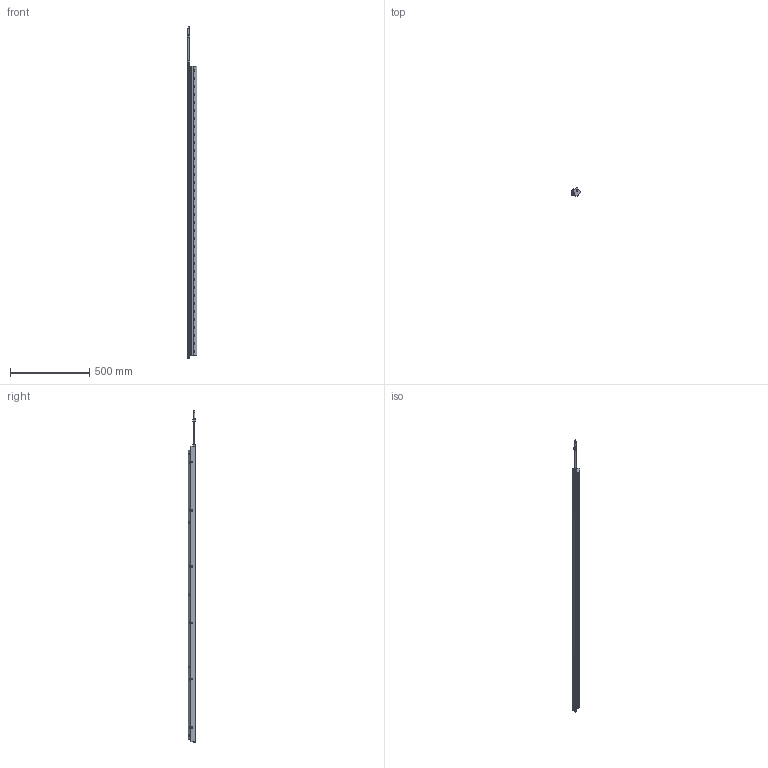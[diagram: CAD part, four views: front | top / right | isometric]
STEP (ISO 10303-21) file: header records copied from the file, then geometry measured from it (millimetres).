
FILE_DESCRIPTION(/* description */ (''),/* implementation_level */ '2;1');
FILE_NAME(/* name */ '112072-DIM.stp',/* time_stamp */ '2022-11-30T08:49:49-05:00',/* author */ ('Nathan Yorke'),/* organization */ (''),/* preprocessor_version */ 'ST-DEVELOPER v19',/* originating_system */ 'Autodesk Inventor 2023',/* authorisation */ '');
FILE_SCHEMA (('AUTOMOTIVE_DESIGN { 1 0 10303 214 3 1 1 }'));
Length unit declared in the file: inch
Products named in the file (1): 112072-DIM
Bounding box: 60.92 x 49.76 x 2098.13 mm (x, y, z)
Volume: 2863874.2 mm3; surface area: 532819.5 mm2
Topology: 2 solids, 2 shells, 1199 faces, 2717 edges, 1793 vertices
Faces by surface type: plane 677, cylinder 317, cone 152, torus 53
Full cylindrical faces by diameter (mm): 0.635 x144, 1.984 x2, 2.54 x1, 2.845 x2, 3.454 x1, 3.485 x1, 4.089 x6, 4.978 x1, 5.055 x1, 5.159 x30, 6.35 x2, 6.604 x1, 6.731 x1, 7.144 x1, 8.128 x2, 9.144 x1, 9.169 x6, 9.423 x1, 9.525 x2, 10.058 x1, 10.414 x2, 11.1 x42, 11.112 x8, 12.7 x36, 13.462 x1, 13.716 x1, 15.875 x2
Entity records: 34701 total; most frequent: CARTESIAN_POINT 6684, DIRECTION 5652, ORIENTED_EDGE 5324, EDGE_CURVE 2662, AXIS2_PLACEMENT_3D 2170, VERTEX_POINT 1793, EDGE_LOOP 1545, LINE 1312
